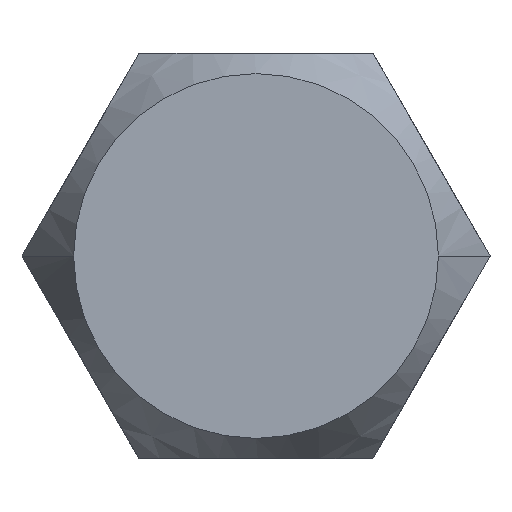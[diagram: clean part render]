
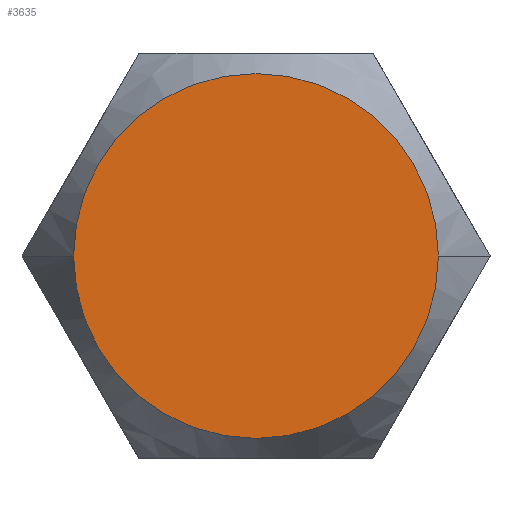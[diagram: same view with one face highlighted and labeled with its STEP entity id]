
A CAD part, front view. The second image highlights one B-rep face of the part: STEP entity #3635.
In plain terms, the highlighted planar face has unit normal (0, -1, 0).
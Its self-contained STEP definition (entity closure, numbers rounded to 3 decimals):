
#81 = CARTESIAN_POINT ( 'NONE',  ( -2.858, 0., 0. ) ) ;
#187 = CARTESIAN_POINT ( 'NONE',  ( 0., 0., 0. ) ) ;
#321 = CARTESIAN_POINT ( 'NONE',  ( 0., 0., 0. ) ) ;
#1229 = DIRECTION ( 'NONE',  ( -1., 0., 0. ) ) ;
#1446 = ORIENTED_EDGE ( 'NONE', *, *, #3476, .T. ) ;
#1501 = DIRECTION ( 'NONE',  ( 0., -1., 0. ) ) ;
#1854 = VERTEX_POINT ( 'NONE', #81 ) ;
#2105 = AXIS2_PLACEMENT_3D ( 'NONE', #2128, #3274, #2979 ) ;
#2118 = CARTESIAN_POINT ( 'NONE',  ( 2.858, 0., 0. ) ) ;
#2128 = CARTESIAN_POINT ( 'NONE',  ( 0., 0., 6.35 ) ) ;
#2310 = EDGE_LOOP ( 'NONE', ( #1446, #2879 ) ) ;
#2418 = AXIS2_PLACEMENT_3D ( 'NONE', #321, #1501, #1229 ) ;
#2870 = AXIS2_PLACEMENT_3D ( 'NONE', #187, #3641, #3340 ) ;
#2879 = ORIENTED_EDGE ( 'NONE', *, *, #3670, .T. ) ;
#2979 = DIRECTION ( 'NONE',  ( -1., 0., 0. ) ) ;
#3000 = PLANE ( 'NONE',  #2105 ) ;
#3109 = VERTEX_POINT ( 'NONE', #2118 ) ;
#3196 = CIRCLE ( 'NONE', #2870, 2.858 ) ;
#3274 = DIRECTION ( 'NONE',  ( 0., -1., 0. ) ) ;
#3278 = CIRCLE ( 'NONE', #2418, 2.858 ) ;
#3340 = DIRECTION ( 'NONE',  ( -1., 0., 0. ) ) ;
#3375 = FACE_OUTER_BOUND ( 'NONE', #2310, .T. ) ;
#3476 = EDGE_CURVE ( 'Defeature ausgef�hrt1_24+Defeature ausgef�hrt1_23+Defeature ausgef�hrt1_23+Defeature ausgef�hrt1_23', #3109, #1854, #3278, .T. ) ;
#3635 = ADVANCED_FACE ( 'Defeature ausgef�hrt1_24', ( #3375 ), #3000, .T. ) ;
#3641 = DIRECTION ( 'NONE',  ( 0., -1., 0. ) ) ;
#3670 = EDGE_CURVE ( 'Defeature ausgef�hrt1_24+Defeature ausgef�hrt1_23+Defeature ausgef�hrt1_23+Defeature ausgef�hrt1_23', #1854, #3109, #3196, .T. ) ;
